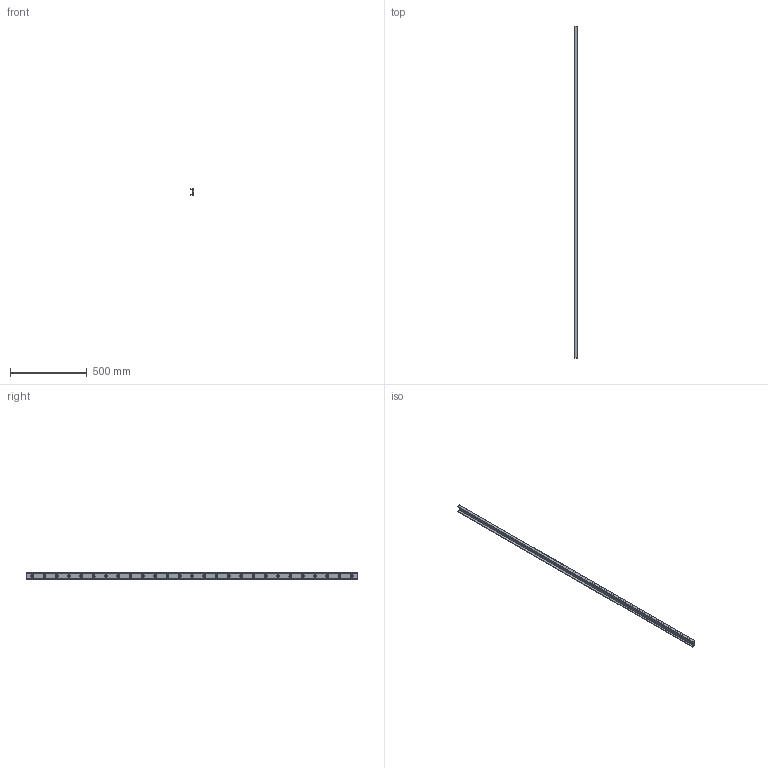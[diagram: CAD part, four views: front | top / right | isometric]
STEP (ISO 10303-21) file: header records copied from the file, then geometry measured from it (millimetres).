
FILE_DESCRIPTION( ( 'Unknown' ), '1' );
FILE_NAME( 'LCU43-2160C.stp', 'Unknown', ( 'Unknown' ), ( 'Unknown' ), 'PSStep 17.0.49', 'Unknown', ' ' );
FILE_SCHEMA( ( 'AUTOMOTIVE_DESIGN { 1 0 10303 214 1 1 1 1 }' ) );
Length unit declared in the file: millimetre
Products named in the file (1): 1
Bounding box: 21 x 2160 x 43 mm (x, y, z)
Volume: 685259.3 mm3; surface area: 344187 mm2
Topology: 1 solids, 1 shells, 97 faces, 231 edges, 163 vertices
Faces by surface type: cylinder 60, plane 37
Full cylindrical faces by diameter (mm): 10.5 x27, 18 x27
Entity records: 3288 total; most frequent: DIRECTION 466, CARTESIAN_POINT 384, ORIENTED_EDGE 300, EDGE_LOOP 232, AXIS2_PLACEMENT_3D 218, FACE_OUTER_BOUND 151, EDGE_CURVE 150, VERTEX_POINT 136
